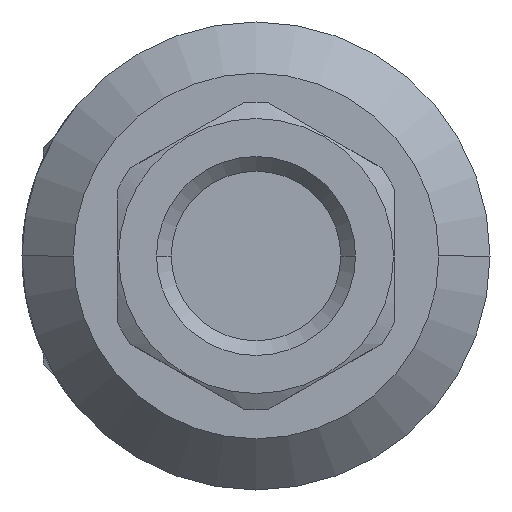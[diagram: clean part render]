
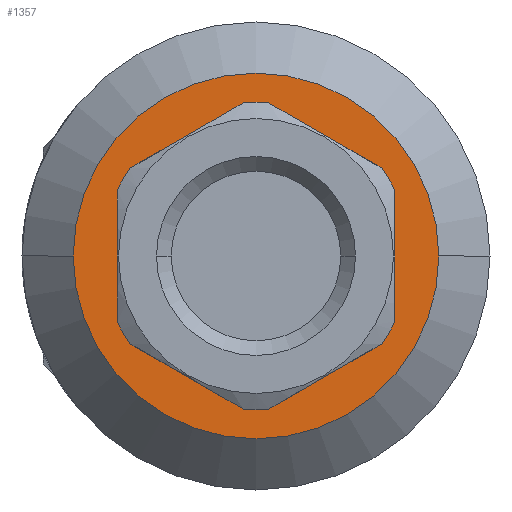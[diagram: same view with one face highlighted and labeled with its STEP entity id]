
A CAD part, left-side view. The second image highlights one B-rep face of the part: STEP entity #1357.
In plain terms, the highlighted planar face has unit normal (-1, 0, 0).
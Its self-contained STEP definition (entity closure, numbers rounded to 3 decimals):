
#94 = ORIENTED_EDGE ( 'NONE', *, *, #1312, .F. ) ;
#112 = ORIENTED_EDGE ( 'NONE', *, *, #1545, .F. ) ;
#127 = ORIENTED_EDGE ( 'NONE', *, *, #1318, .T. ) ;
#165 = ORIENTED_EDGE ( 'NONE', *, *, #319, .F. ) ;
#166 = ORIENTED_EDGE ( 'NONE', *, *, #1315, .F. ) ;
#167 = ORIENTED_EDGE ( 'NONE', *, *, #1422, .F. ) ;
#168 = ORIENTED_EDGE ( 'NONE', *, *, #1314, .F. ) ;
#169 = ORIENTED_EDGE ( 'NONE', *, *, #1596, .F. ) ;
#170 = ORIENTED_EDGE ( 'NONE', *, *, #1313, .F. ) ;
#311 = VECTOR ( 'NONE', #339, 1000. ) ;
#319 = EDGE_CURVE ( 'NONE', #1173, #1069, #579, .T. ) ;
#338 = CARTESIAN_POINT ( 'NONE',  ( -54., 9.5, 10. ) ) ;
#339 = DIRECTION ( 'NONE',  ( 0., 0., -1. ) ) ;
#409 = ORIENTED_EDGE ( 'NONE', *, *, #1599, .F. ) ;
#417 = PLANE ( 'NONE',  #1489 ) ;
#463 = DIRECTION ( 'NONE',  ( -1., 0., 0. ) ) ;
#491 = CARTESIAN_POINT ( 'NONE',  ( -54., -12.5, 0. ) ) ;
#493 = DIRECTION ( 'NONE',  ( 0., -1., 0. ) ) ;
#505 = AXIS2_PLACEMENT_3D ( 'NONE', #1298, #1265, #1280 ) ;
#512 = CIRCLE ( 'NONE', #519, 10. ) ;
#514 = AXIS2_PLACEMENT_3D ( 'NONE', #1261, #1278, #1273 ) ;
#519 = AXIS2_PLACEMENT_3D ( 'NONE', #1287, #1258, #1277 ) ;
#522 = CIRCLE ( 'NONE', #514, 10. ) ;
#523 = AXIS2_PLACEMENT_3D ( 'NONE', #1260, #1304, #1296 ) ;
#526 = CIRCLE ( 'NONE', #523, 10. ) ;
#527 = CIRCLE ( 'NONE', #505, 10. ) ;
#530 = AXIS2_PLACEMENT_3D ( 'NONE', #1737, #1738, #1739 ) ;
#532 = CIRCLE ( 'NONE', #530, 12.5 ) ;
#543 = CIRCLE ( 'NONE', #580, 12.5 ) ;
#564 = VECTOR ( 'NONE', #689, 1000. ) ;
#573 = VECTOR ( 'NONE', #810, 1000. ) ;
#575 = VECTOR ( 'NONE', #762, 1000. ) ;
#578 = AXIS2_PLACEMENT_3D ( 'NONE', #829, #804, #634 ) ;
#579 = CIRCLE ( 'NONE', #578, 10. ) ;
#580 = AXIS2_PLACEMENT_3D ( 'NONE', #694, #707, #724 ) ;
#581 = VECTOR ( 'NONE', #757, 1000. ) ;
#585 = VECTOR ( 'NONE', #791, 1000. ) ;
#616 = EDGE_CURVE ( 'NONE', #1168, #1144, #2020, .T. ) ;
#634 = DIRECTION ( 'NONE',  ( 0., -1., 0. ) ) ;
#637 = CARTESIAN_POINT ( 'NONE',  ( -54., 9.5, 3.122 ) ) ;
#641 = CARTESIAN_POINT ( 'NONE',  ( -54., -9.08, -5.727 ) ) ;
#650 = CARTESIAN_POINT ( 'NONE',  ( -54., -9.5, 3.122 ) ) ;
#668 = CARTESIAN_POINT ( 'NONE',  ( -54., 2.046, 9.788 ) ) ;
#681 = CARTESIAN_POINT ( 'NONE',  ( -54., -12.5, 0. ) ) ;
#689 = DIRECTION ( 'NONE',  ( 0., 0.866, -0.5 ) ) ;
#691 = CARTESIAN_POINT ( 'NONE',  ( -54., -2.046, -9.788 ) ) ;
#694 = CARTESIAN_POINT ( 'NONE',  ( -54., 0., 0. ) ) ;
#699 = CARTESIAN_POINT ( 'NONE',  ( -54., -2.046, 9.788 ) ) ;
#706 = CARTESIAN_POINT ( 'NONE',  ( -54., 0.42, 10.727 ) ) ;
#707 = DIRECTION ( 'NONE',  ( -1., 0., 0. ) ) ;
#724 = DIRECTION ( 'NONE',  ( 0., -1., 0. ) ) ;
#729 = CARTESIAN_POINT ( 'NONE',  ( -54., 2.046, -9.788 ) ) ;
#736 = CARTESIAN_POINT ( 'NONE',  ( -54., -9.5, -3.122 ) ) ;
#737 = CARTESIAN_POINT ( 'NONE',  ( -54., -0.42, 10.727 ) ) ;
#749 = CARTESIAN_POINT ( 'NONE',  ( -54., -7.454, 6.666 ) ) ;
#751 = CARTESIAN_POINT ( 'NONE',  ( -54., -7.454, -6.666 ) ) ;
#756 = CARTESIAN_POINT ( 'NONE',  ( -54., 7.454, 6.666 ) ) ;
#757 = DIRECTION ( 'NONE',  ( 0., 0., 1. ) ) ;
#762 = DIRECTION ( 'NONE',  ( 0., -0.866, -0.5 ) ) ;
#765 = CARTESIAN_POINT ( 'NONE',  ( -54., 12.5, 0. ) ) ;
#766 = CARTESIAN_POINT ( 'NONE',  ( -54., 9.5, -3.122 ) ) ;
#767 = CARTESIAN_POINT ( 'NONE',  ( -54., -9.5, 10. ) ) ;
#791 = DIRECTION ( 'NONE',  ( 0., 0.866, 0.5 ) ) ;
#804 = DIRECTION ( 'NONE',  ( -1., 0., 0. ) ) ;
#810 = DIRECTION ( 'NONE',  ( 0., -0.866, 0.5 ) ) ;
#825 = CARTESIAN_POINT ( 'NONE',  ( -54., 9.08, -5.727 ) ) ;
#828 = CARTESIAN_POINT ( 'NONE',  ( -54., 7.454, -6.666 ) ) ;
#829 = CARTESIAN_POINT ( 'NONE',  ( -54., 0., 0. ) ) ;
#904 = EDGE_LOOP ( 'NONE', ( #94, #2261, #2263, #112, #2264, #165, #166, #167, #168, #169, #170, #409 ) ) ;
#1069 = VERTEX_POINT ( 'NONE', #637 ) ;
#1070 = VERTEX_POINT ( 'NONE', #736 ) ;
#1072 = VERTEX_POINT ( 'NONE', #766 ) ;
#1102 = VERTEX_POINT ( 'NONE', #699 ) ;
#1111 = VERTEX_POINT ( 'NONE', #681 ) ;
#1122 = VERTEX_POINT ( 'NONE', #749 ) ;
#1144 = VERTEX_POINT ( 'NONE', #729 ) ;
#1156 = EDGE_LOOP ( 'NONE', ( #127, #2259 ) ) ;
#1162 = VERTEX_POINT ( 'NONE', #691 ) ;
#1168 = VERTEX_POINT ( 'NONE', #828 ) ;
#1173 = VERTEX_POINT ( 'NONE', #756 ) ;
#1178 = VERTEX_POINT ( 'NONE', #751 ) ;
#1198 = VERTEX_POINT ( 'NONE', #668 ) ;
#1205 = VERTEX_POINT ( 'NONE', #650 ) ;
#1216 = VERTEX_POINT ( 'NONE', #765 ) ;
#1258 = DIRECTION ( 'NONE',  ( -1., 0., 0. ) ) ;
#1260 = CARTESIAN_POINT ( 'NONE',  ( -54., 0., 0. ) ) ;
#1261 = CARTESIAN_POINT ( 'NONE',  ( -54., 0., 0. ) ) ;
#1265 = DIRECTION ( 'NONE',  ( -1., 0., 0. ) ) ;
#1273 = DIRECTION ( 'NONE',  ( 0., -1., 0. ) ) ;
#1274 = DIRECTION ( 'NONE',  ( -1., 0., 0. ) ) ;
#1277 = DIRECTION ( 'NONE',  ( 0., -1., 0. ) ) ;
#1278 = DIRECTION ( 'NONE',  ( -1., 0., 0. ) ) ;
#1280 = DIRECTION ( 'NONE',  ( 0., -1., 0. ) ) ;
#1286 = DIRECTION ( 'NONE',  ( 0., -1., 0. ) ) ;
#1287 = CARTESIAN_POINT ( 'NONE',  ( -54., 0., 0. ) ) ;
#1293 = CARTESIAN_POINT ( 'NONE',  ( -54., 0., 0. ) ) ;
#1296 = DIRECTION ( 'NONE',  ( 0., -1., 0. ) ) ;
#1298 = CARTESIAN_POINT ( 'NONE',  ( -54., 0., 0. ) ) ;
#1304 = DIRECTION ( 'NONE',  ( -1., 0., 0. ) ) ;
#1312 = EDGE_CURVE ( 'NONE', #1162, #1178, #2022, .T. ) ;
#1313 = EDGE_CURVE ( 'NONE', #1070, #1205, #2024, .T. ) ;
#1314 = EDGE_CURVE ( 'NONE', #1122, #1102, #2025, .T. ) ;
#1315 = EDGE_CURVE ( 'NONE', #1198, #1173, #2026, .T. ) ;
#1318 = EDGE_CURVE ( 'NONE', #1216, #1111, #543, .T. ) ;
#1357 = ADVANCED_FACE ( 'NONE', ( #2080, #2081 ), #417, .T. ) ;
#1422 = EDGE_CURVE ( 'NONE', #1102, #1198, #1468, .T. ) ;
#1463 = AXIS2_PLACEMENT_3D ( 'NONE', #1293, #1274, #1286 ) ;
#1468 = CIRCLE ( 'NONE', #1463, 10. ) ;
#1489 = AXIS2_PLACEMENT_3D ( 'NONE', #491, #463, #493 ) ;
#1544 = EDGE_CURVE ( 'NONE', #1144, #1162, #522, .T. ) ;
#1545 = EDGE_CURVE ( 'NONE', #1072, #1168, #512, .T. ) ;
#1596 = EDGE_CURVE ( 'NONE', #1205, #1122, #526, .T. ) ;
#1599 = EDGE_CURVE ( 'NONE', #1178, #1070, #527, .T. ) ;
#1666 = EDGE_CURVE ( 'NONE', #1069, #1072, #2149, .T. ) ;
#1705 = EDGE_CURVE ( 'NONE', #1111, #1216, #532, .T. ) ;
#1737 = CARTESIAN_POINT ( 'NONE',  ( -54., 0., 0. ) ) ;
#1738 = DIRECTION ( 'NONE',  ( -1., 0., 0. ) ) ;
#1739 = DIRECTION ( 'NONE',  ( 0., -1., 0. ) ) ;
#2020 = LINE ( 'NONE', #825, #575 ) ;
#2022 = LINE ( 'NONE', #641, #573 ) ;
#2024 = LINE ( 'NONE', #767, #581 ) ;
#2025 = LINE ( 'NONE', #737, #585 ) ;
#2026 = LINE ( 'NONE', #706, #564 ) ;
#2080 = FACE_OUTER_BOUND ( 'NONE', #1156, .T. ) ;
#2081 = FACE_BOUND ( 'NONE', #904, .T. ) ;
#2149 = LINE ( 'NONE', #338, #311 ) ;
#2259 = ORIENTED_EDGE ( 'NONE', *, *, #1705, .T. ) ;
#2261 = ORIENTED_EDGE ( 'NONE', *, *, #1544, .F. ) ;
#2263 = ORIENTED_EDGE ( 'NONE', *, *, #616, .F. ) ;
#2264 = ORIENTED_EDGE ( 'NONE', *, *, #1666, .F. ) ;
